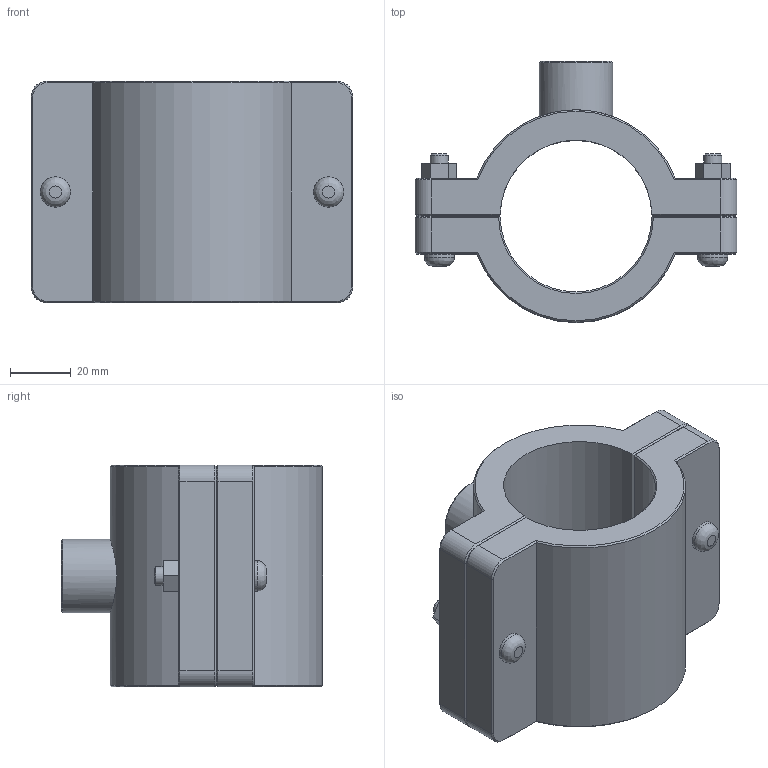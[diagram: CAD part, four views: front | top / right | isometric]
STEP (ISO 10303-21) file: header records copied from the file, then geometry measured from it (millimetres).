
FILE_DESCRIPTION(/* description */ ('PLASSON SADDLE 50-1/2"'),/* implementation_level */ '2;1');
FILE_NAME(/* name */ '160760050005_160860050005.ipt.stp',/* time_stamp */ '2017-06-18T09:24:27+03:00',/* author */ ('KIM'),/* organization */ (''),/* preprocessor_version */ 'ST-DEVELOPER v15.6',/* originating_system */ 'Autodesk Inventor 2015',/* authorisation */ '');
FILE_SCHEMA (('CONFIG_CONTROL_DESIGN','AUTOMOTIVE_DESIGN { 1 0 10303 214 3 1 1 }'));
Length unit declared in the file: millimetre
Products named in the file (1): 160760050005_160860050005
Bounding box: 106 x 86 x 73 mm (x, y, z)
Volume: 207436.6 mm3; surface area: 48954.9 mm2
Topology: 1 solids, 1 shells, 113 faces, 262 edges, 161 vertices
Faces by surface type: plane 64, cone 26, cylinder 21, bspline 2
Full cylindrical faces by diameter (mm): 6 x2, 10 x4, 16 x1, 18.631 x1, 24.22 x1
Entity records: 3234 total; most frequent: CARTESIAN_POINT 695, DIRECTION 524, ORIENTED_EDGE 500, EDGE_CURVE 250, AXIS2_PLACEMENT_3D 186, VERTEX_POINT 161, LINE 152, VECTOR 152
